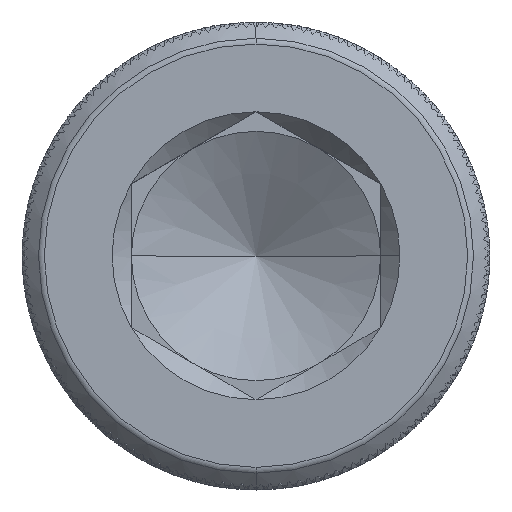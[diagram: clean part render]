
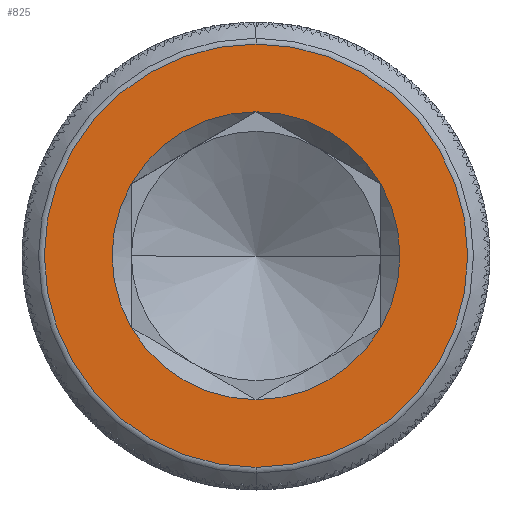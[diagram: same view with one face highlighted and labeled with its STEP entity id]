
A CAD part, top view. The second image highlights one B-rep face of the part: STEP entity #825.
In plain terms, the highlighted planar face has unit normal (0, 0, 1).
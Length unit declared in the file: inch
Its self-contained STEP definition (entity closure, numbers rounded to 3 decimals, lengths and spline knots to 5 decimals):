
#285 = CARTESIAN_POINT ( 'NONE',  ( 0., 0., 1.40625 ) ) ;
#518 = CARTESIAN_POINT ( 'NONE',  ( 0., 0., 1.40625 ) ) ;
#641 = DIRECTION ( 'NONE',  ( 1., 0., 0. ) ) ;
#825 = ADVANCED_FACE ( 'NONE', ( #23778, #28427 ), #15847, .F. ) ;
#1431 = CARTESIAN_POINT ( 'NONE',  ( 0.125, -0.07217, 1.40625 ) ) ;
#1727 = DIRECTION ( 'NONE',  ( 1., 0., 0. ) ) ;
#2208 = DIRECTION ( 'NONE',  ( 0., 0., -1. ) ) ;
#2741 = CARTESIAN_POINT ( 'NONE',  ( 0., 0., 1.40625 ) ) ;
#2798 = CIRCLE ( 'NONE', #9543, 0.21223 ) ;
#3022 = ORIENTED_EDGE ( 'NONE', *, *, #26691, .T. ) ;
#4395 = DIRECTION ( 'NONE',  ( 1., 0., 0. ) ) ;
#4712 = ORIENTED_EDGE ( 'NONE', *, *, #14835, .F. ) ;
#4911 = DIRECTION ( 'NONE',  ( 0., 0., 1. ) ) ;
#5140 = CIRCLE ( 'NONE', #6251, 0.14434 ) ;
#5629 = EDGE_CURVE ( 'NONE', #32648, #30144, #10514, .T. ) ;
#6251 = AXIS2_PLACEMENT_3D ( 'NONE', #12528, #20431, #1727 ) ;
#6386 = EDGE_CURVE ( 'NONE', #9629, #34431, #15563, .T. ) ;
#6387 = ORIENTED_EDGE ( 'NONE', *, *, #6386, .F. ) ;
#6965 = VERTEX_POINT ( 'NONE', #7697 ) ;
#7108 = EDGE_CURVE ( 'NONE', #22925, #9629, #18056, .T. ) ;
#7697 = CARTESIAN_POINT ( 'NONE',  ( 0., -0.14434, 1.40625 ) ) ;
#8144 = DIRECTION ( 'NONE',  ( 0., 0., 1. ) ) ;
#8227 = DIRECTION ( 'NONE',  ( 0., -1., 0. ) ) ;
#9357 = EDGE_CURVE ( 'NONE', #29558, #6965, #21362, .T. ) ;
#9543 = AXIS2_PLACEMENT_3D ( 'NONE', #11196, #27491, #16508 ) ;
#9629 = VERTEX_POINT ( 'NONE', #12585 ) ;
#9709 = AXIS2_PLACEMENT_3D ( 'NONE', #16874, #27731, #16986 ) ;
#9808 = EDGE_CURVE ( 'NONE', #6965, #32648, #34406, .T. ) ;
#10329 = AXIS2_PLACEMENT_3D ( 'NONE', #18557, #4911, #34349 ) ;
#10469 = DIRECTION ( 'NONE',  ( 0., 0., 1. ) ) ;
#10514 = CIRCLE ( 'NONE', #10329, 0.14434 ) ;
#10757 = EDGE_CURVE ( 'NONE', #34431, #29558, #12866, .T. ) ;
#11196 = CARTESIAN_POINT ( 'NONE',  ( 0., 0., 1.40625 ) ) ;
#11750 = AXIS2_PLACEMENT_3D ( 'NONE', #2741, #10469, #8227 ) ;
#12528 = CARTESIAN_POINT ( 'NONE',  ( 0., 0., 1.40625 ) ) ;
#12585 = CARTESIAN_POINT ( 'NONE',  ( 0., 0.14434, 1.40625 ) ) ;
#12862 = CARTESIAN_POINT ( 'NONE',  ( -0.125, 0.07217, 1.40625 ) ) ;
#12866 = CIRCLE ( 'NONE', #14276, 0.14434 ) ;
#13081 = ORIENTED_EDGE ( 'NONE', *, *, #9808, .F. ) ;
#13134 = ORIENTED_EDGE ( 'NONE', *, *, #7108, .F. ) ;
#13244 = CARTESIAN_POINT ( 'NONE',  ( 0., 0.21223, 1.40625 ) ) ;
#13452 = DIRECTION ( 'NONE',  ( 0., 0., 1. ) ) ;
#13807 = DIRECTION ( 'NONE',  ( 1., 0., 0. ) ) ;
#14223 = DIRECTION ( 'NONE',  ( 1., 0., 0. ) ) ;
#14276 = AXIS2_PLACEMENT_3D ( 'NONE', #20164, #20396, #4395 ) ;
#14835 = EDGE_CURVE ( 'NONE', #30144, #22925, #5140, .T. ) ;
#15563 = CIRCLE ( 'NONE', #22773, 0.14434 ) ;
#15847 = PLANE ( 'NONE',  #22466 ) ;
#16508 = DIRECTION ( 'NONE',  ( 0., -1., 0. ) ) ;
#16874 = CARTESIAN_POINT ( 'NONE',  ( 0., 0., 1.40625 ) ) ;
#16986 = DIRECTION ( 'NONE',  ( 1., 0., 0. ) ) ;
#17464 = CARTESIAN_POINT ( 'NONE',  ( 0., -0.21223, 1.40625 ) ) ;
#18056 = CIRCLE ( 'NONE', #19829, 0.14434 ) ;
#18557 = CARTESIAN_POINT ( 'NONE',  ( 0., 0., 1.40625 ) ) ;
#19502 = CARTESIAN_POINT ( 'NONE',  ( 0.125, 0.07217, 1.40625 ) ) ;
#19829 = AXIS2_PLACEMENT_3D ( 'NONE', #518, #8144, #641 ) ;
#20164 = CARTESIAN_POINT ( 'NONE',  ( 0., 0., 1.40625 ) ) ;
#20396 = DIRECTION ( 'NONE',  ( 0., 0., 1. ) ) ;
#20431 = DIRECTION ( 'NONE',  ( 0., 0., 1. ) ) ;
#20911 = DIRECTION ( 'NONE',  ( 0., 1., 0. ) ) ;
#21362 = CIRCLE ( 'NONE', #9709, 0.14434 ) ;
#21901 = CARTESIAN_POINT ( 'NONE',  ( -0.125, -0.07217, 1.40625 ) ) ;
#21991 = DIRECTION ( 'NONE',  ( 0., 0., 1. ) ) ;
#22466 = AXIS2_PLACEMENT_3D ( 'NONE', #31646, #2208, #20911 ) ;
#22605 = EDGE_LOOP ( 'NONE', ( #6387, #13134, #4712, #25506, #13081, #33273, #31188 ) ) ;
#22773 = AXIS2_PLACEMENT_3D ( 'NONE', #285, #13452, #13807 ) ;
#22925 = VERTEX_POINT ( 'NONE', #19502 ) ;
#23778 = FACE_BOUND ( 'NONE', #22605, .T. ) ;
#24191 = AXIS2_PLACEMENT_3D ( 'NONE', #30615, #21991, #14223 ) ;
#24504 = EDGE_CURVE ( 'NONE', #26408, #29001, #29007, .T. ) ;
#25506 = ORIENTED_EDGE ( 'NONE', *, *, #5629, .F. ) ;
#25858 = EDGE_LOOP ( 'NONE', ( #33096, #3022 ) ) ;
#26408 = VERTEX_POINT ( 'NONE', #17464 ) ;
#26691 = EDGE_CURVE ( 'NONE', #29001, #26408, #2798, .T. ) ;
#27491 = DIRECTION ( 'NONE',  ( 0., 0., 1. ) ) ;
#27731 = DIRECTION ( 'NONE',  ( 0., 0., 1. ) ) ;
#28357 = CARTESIAN_POINT ( 'NONE',  ( 0.14434, 0., 1.40625 ) ) ;
#28427 = FACE_OUTER_BOUND ( 'NONE', #25858, .T. ) ;
#29001 = VERTEX_POINT ( 'NONE', #13244 ) ;
#29007 = CIRCLE ( 'NONE', #11750, 0.21223 ) ;
#29558 = VERTEX_POINT ( 'NONE', #21901 ) ;
#30144 = VERTEX_POINT ( 'NONE', #28357 ) ;
#30615 = CARTESIAN_POINT ( 'NONE',  ( 0., 0., 1.40625 ) ) ;
#31188 = ORIENTED_EDGE ( 'NONE', *, *, #10757, .F. ) ;
#31646 = CARTESIAN_POINT ( 'NONE',  ( 0., 0.21223, 1.40625 ) ) ;
#32648 = VERTEX_POINT ( 'NONE', #1431 ) ;
#33096 = ORIENTED_EDGE ( 'NONE', *, *, #24504, .T. ) ;
#33273 = ORIENTED_EDGE ( 'NONE', *, *, #9357, .F. ) ;
#34349 = DIRECTION ( 'NONE',  ( 1., 0., 0. ) ) ;
#34406 = CIRCLE ( 'NONE', #24191, 0.14434 ) ;
#34431 = VERTEX_POINT ( 'NONE', #12862 ) ;
